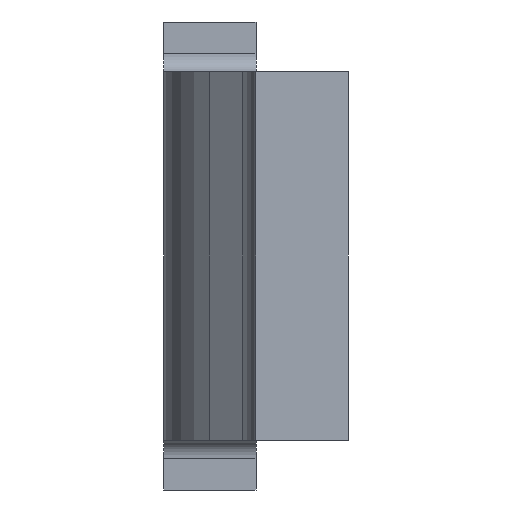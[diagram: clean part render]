
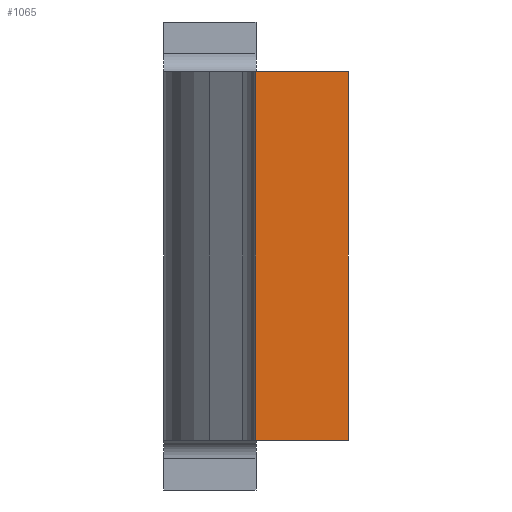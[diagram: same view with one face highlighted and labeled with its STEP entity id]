
A CAD part, left-side view. The second image highlights one B-rep face of the part: STEP entity #1065.
In plain terms, the highlighted planar face has unit normal (-1, 0, 0).
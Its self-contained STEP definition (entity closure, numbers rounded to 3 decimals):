
#21 = VERTEX_POINT ( 'NONE', #494 ) ;
#24 = DIRECTION ( 'NONE',  ( 0., 0., -1. ) ) ;
#51 = EDGE_CURVE ( 'NONE', #1245, #1499, #1055, .T. ) ;
#80 = CARTESIAN_POINT ( 'NONE',  ( -3.425, 0.5, 1. ) ) ;
#187 = CARTESIAN_POINT ( 'NONE',  ( -3.425, 0.5, 1. ) ) ;
#205 = AXIS2_PLACEMENT_3D ( 'NONE', #187, #791, #1020 ) ;
#329 = VECTOR ( 'NONE', #653, 1000. ) ;
#417 = FACE_OUTER_BOUND ( 'NONE', #848, .T. ) ;
#489 = EDGE_CURVE ( 'NONE', #21, #1499, #636, .T. ) ;
#494 = CARTESIAN_POINT ( 'NONE',  ( -3.425, 0., 1. ) ) ;
#502 = DIRECTION ( 'NONE',  ( 0., -1., 0. ) ) ;
#534 = DIRECTION ( 'NONE',  ( 0., 0., -1. ) ) ;
#548 = EDGE_CURVE ( 'NONE', #1102, #21, #677, .T. ) ;
#625 = ORIENTED_EDGE ( 'NONE', *, *, #1438, .T. ) ;
#636 = LINE ( 'NONE', #824, #1206 ) ;
#653 = DIRECTION ( 'NONE',  ( 0., -1., 0. ) ) ;
#677 = LINE ( 'NONE', #1011, #329 ) ;
#791 = DIRECTION ( 'NONE',  ( 1., 0., 0. ) ) ;
#820 = CARTESIAN_POINT ( 'NONE',  ( -3.425, 0.5, -1. ) ) ;
#824 = CARTESIAN_POINT ( 'NONE',  ( -3.425, 0., 1. ) ) ;
#838 = VECTOR ( 'NONE', #534, 1000. ) ;
#848 = EDGE_LOOP ( 'NONE', ( #1524, #948, #1396, #625 ) ) ;
#887 = CARTESIAN_POINT ( 'NONE',  ( -3.425, 0., -1. ) ) ;
#948 = ORIENTED_EDGE ( 'NONE', *, *, #489, .F. ) ;
#1011 = CARTESIAN_POINT ( 'NONE',  ( -3.425, 0.5, 1. ) ) ;
#1020 = DIRECTION ( 'NONE',  ( 0., 0., -1. ) ) ;
#1055 = LINE ( 'NONE', #1219, #1244 ) ;
#1065 = ADVANCED_FACE ( 'NONE', ( #417 ), #1374, .F. ) ;
#1102 = VERTEX_POINT ( 'NONE', #80 ) ;
#1206 = VECTOR ( 'NONE', #24, 1000. ) ;
#1219 = CARTESIAN_POINT ( 'NONE',  ( -3.425, 0.5, -1. ) ) ;
#1244 = VECTOR ( 'NONE', #502, 1000. ) ;
#1245 = VERTEX_POINT ( 'NONE', #820 ) ;
#1365 = CARTESIAN_POINT ( 'NONE',  ( -3.425, 0.5, 1. ) ) ;
#1374 = PLANE ( 'NONE',  #205 ) ;
#1396 = ORIENTED_EDGE ( 'NONE', *, *, #548, .F. ) ;
#1438 = EDGE_CURVE ( 'NONE', #1102, #1245, #1485, .T. ) ;
#1485 = LINE ( 'NONE', #1365, #838 ) ;
#1499 = VERTEX_POINT ( 'NONE', #887 ) ;
#1524 = ORIENTED_EDGE ( 'NONE', *, *, #51, .T. ) ;
